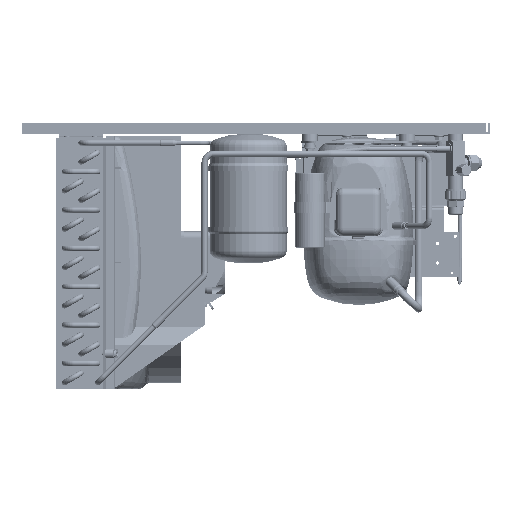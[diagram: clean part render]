
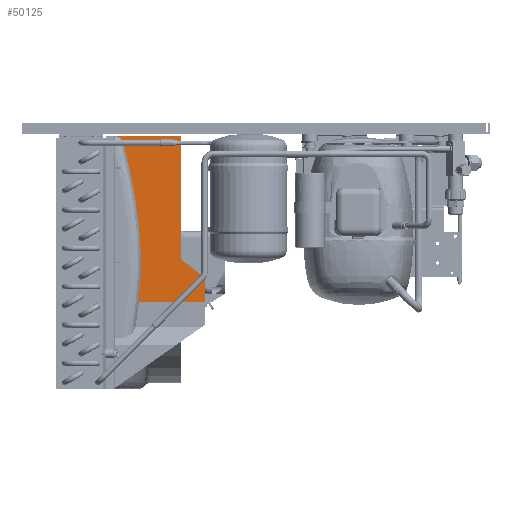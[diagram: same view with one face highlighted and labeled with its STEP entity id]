
A CAD part, front view. The second image highlights one B-rep face of the part: STEP entity #50125.
In plain terms, the highlighted face is planar.
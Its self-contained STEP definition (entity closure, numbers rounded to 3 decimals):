
#35398=CARTESIAN_POINT('',(173.75,8.0,0.0));
#35399=VERTEX_POINT('',#35398);
#35414=CARTESIAN_POINT('',(173.75,165.25,0.0));
#35415=VERTEX_POINT('',#35414);
#35422=CARTESIAN_POINT('',(173.75,165.25,0.0));
#35423=DIRECTION('',(0.0,-1.0,0.0));
#35424=VECTOR('',#35423,157.25);
#35425=LINE('',#35422,#35424);
#35426=EDGE_CURVE('',#35415,#35399,#35425,.T.);
#39597=CARTESIAN_POINT('',(173.75,165.25,87.515));
#39598=VERTEX_POINT('',#39597);
#39612=CARTESIAN_POINT('',(173.75,165.25,0.0));
#39613=DIRECTION('',(0.0,0.0,1.0));
#39614=VECTOR('',#39613,87.515);
#39615=LINE('',#39612,#39614);
#39616=EDGE_CURVE('',#35415,#39598,#39615,.T.);
#40549=CARTESIAN_POINT('',(173.75,-51.15,54.796));
#40550=VERTEX_POINT('',#40549);
#40558=CARTESIAN_POINT('',(173.75,155.748,74.901));
#40559=VERTEX_POINT('',#40558);
#40560=CARTESIAN_POINT('',(173.75,-51.15,54.796));
#40561=CARTESIAN_POINT('',(173.75,-41.119,53.705));
#40562=CARTESIAN_POINT('',(173.75,-31.062,52.908));
#40563=CARTESIAN_POINT('',(173.75,-20.972,52.442));
#40564=CARTESIAN_POINT('',(173.75,-12.812,52.066));
#40565=CARTESIAN_POINT('',(173.75,-4.632,51.907));
#40566=CARTESIAN_POINT('',(173.75,3.55,51.971));
#40567=CARTESIAN_POINT('',(173.75,11.454,52.033));
#40568=CARTESIAN_POINT('',(173.75,19.352,52.304));
#40569=CARTESIAN_POINT('',(173.75,27.223,52.773));
#40570=CARTESIAN_POINT('',(173.75,34.058,53.18));
#40571=CARTESIAN_POINT('',(173.75,40.872,53.737));
#40572=CARTESIAN_POINT('',(173.75,47.675,54.43));
#40573=CARTESIAN_POINT('',(173.75,53.602,55.034));
#40574=CARTESIAN_POINT('',(173.75,59.522,55.741));
#40575=CARTESIAN_POINT('',(173.75,65.458,56.547));
#40576=CARTESIAN_POINT('',(173.75,73.694,57.665));
#40577=CARTESIAN_POINT('',(173.75,81.968,58.972));
#40578=CARTESIAN_POINT('',(173.75,90.394,60.469));
#40579=CARTESIAN_POINT('',(173.75,95.676,61.408));
#40580=CARTESIAN_POINT('',(173.75,101.017,62.422));
#40581=CARTESIAN_POINT('',(173.75,106.444,63.513));
#40582=CARTESIAN_POINT('',(173.75,114.039,65.041));
#40583=CARTESIAN_POINT('',(173.75,121.811,66.721));
#40584=CARTESIAN_POINT('',(173.75,130.005,68.611));
#40585=CARTESIAN_POINT('',(173.75,138.2,70.502));
#40586=CARTESIAN_POINT('',(173.75,146.809,72.603));
#40587=CARTESIAN_POINT('',(173.75,155.748,74.901));
#40588=B_SPLINE_CURVE_WITH_KNOTS('',3,(#40560,#40561,#40562,#40563,#40564,#40565,#40566,#40567,#40568,#40569,#40570,#40571,#40572,#40573,#40574,#40575,#40576,#40577,#40578,#40579,#40580,#40581,#40582,#40583,#40584,#40585,#40586,#40587),.UNSPECIFIED.,.F.,.U.,(4,3,3,3,3,3,3,3,3,4),(0.0,0.151,0.273,0.391,0.493,0.582,0.706,0.783,0.892,1.),.UNSPECIFIED.);
#40589=EDGE_CURVE('',#40550,#40559,#40588,.T.);
#42381=CARTESIAN_POINT('',(173.75,164.812,84.115));
#42382=VERTEX_POINT('',#42381);
#42383=CARTESIAN_POINT('',(173.75,164.812,84.115));
#42384=CARTESIAN_POINT('',(173.75,164.554,83.129));
#42385=CARTESIAN_POINT('',(173.75,164.191,82.19));
#42386=CARTESIAN_POINT('',(173.75,163.722,81.296));
#42387=CARTESIAN_POINT('',(173.75,162.965,79.853));
#42388=CARTESIAN_POINT('',(173.75,161.936,78.547));
#42389=CARTESIAN_POINT('',(173.75,160.688,77.48));
#42390=CARTESIAN_POINT('',(173.75,159.793,76.715));
#42391=CARTESIAN_POINT('',(173.75,158.781,76.068));
#42392=CARTESIAN_POINT('',(173.75,157.693,75.581));
#42393=CARTESIAN_POINT('',(173.75,157.071,75.303));
#42394=CARTESIAN_POINT('',(173.75,156.425,75.075));
#42395=CARTESIAN_POINT('',(173.75,155.748,74.901));
#42396=B_SPLINE_CURVE_WITH_KNOTS('',3,(#42383,#42384,#42385,#42386,#42387,#42388,#42389,#42390,#42391,#42392,#42393,#42394,#42395),.UNSPECIFIED.,.F.,.U.,(4,3,3,3,4),(0.0,0.226,0.59,0.851,1.0),.UNSPECIFIED.);
#42397=EDGE_CURVE('',#42382,#40559,#42396,.T.);
#42521=CARTESIAN_POINT('',(173.75,165.25,87.515));
#42522=CARTESIAN_POINT('',(173.75,165.25,87.093));
#42523=CARTESIAN_POINT('',(173.75,165.23,86.671));
#42524=CARTESIAN_POINT('',(173.75,165.19,86.251));
#42525=CARTESIAN_POINT('',(173.75,165.123,85.536));
#42526=CARTESIAN_POINT('',(173.75,164.998,84.824));
#42527=CARTESIAN_POINT('',(173.75,164.812,84.115));
#42528=B_SPLINE_CURVE_WITH_KNOTS('',3,(#42521,#42522,#42523,#42524,#42525,#42526,#42527),.UNSPECIFIED.,.F.,.U.,(4,3,4),(0.0,0.37,1.0),.UNSPECIFIED.);
#42529=EDGE_CURVE('',#39598,#42382,#42528,.T.);
#50082=CARTESIAN_POINT('',(173.75,165.25,0.0));
#50083=DIRECTION('',(1.0,0.0,0.0));
#50084=DIRECTION('',(0.0,0.0,-1.0));
#50085=AXIS2_PLACEMENT_3D('',#50082,#50083,#50084);
#50086=PLANE('',#50085);
#50087=CARTESIAN_POINT('',(173.75,1.611,-3.185));
#50088=VERTEX_POINT('',#50087);
#50089=CARTESIAN_POINT('',(173.75,-20.102,-32.0));
#50090=VERTEX_POINT('',#50089);
#50091=CARTESIAN_POINT('',(173.75,1.611,-3.185));
#50092=DIRECTION('',(0.0,-0.602,-0.799));
#50093=VECTOR('',#50092,36.08);
#50094=LINE('',#50091,#50093);
#50095=EDGE_CURVE('',#50088,#50090,#50094,.T.);
#50096=ORIENTED_EDGE('',*,*,#50095,.F.);
#50097=CARTESIAN_POINT('',(173.75,8.0,-8.0));
#50098=DIRECTION('',(-1.0,0.0,0.0));
#50099=DIRECTION('',(0.0,-0.799,0.602));
#50100=AXIS2_PLACEMENT_3D('',#50097,#50098,#50099);
#50101=CIRCLE('',#50100,8.0);
#50102=EDGE_CURVE('',#50088,#35399,#50101,.T.);
#50103=ORIENTED_EDGE('',*,*,#50102,.T.);
#50104=ORIENTED_EDGE('',*,*,#35426,.F.);
#50105=ORIENTED_EDGE('',*,*,#39616,.T.);
#50106=ORIENTED_EDGE('',*,*,#42529,.T.);
#50107=ORIENTED_EDGE('',*,*,#42397,.T.);
#50108=ORIENTED_EDGE('',*,*,#40589,.F.);
#50109=CARTESIAN_POINT('',(173.75,-51.2,-32.0));
#50110=VERTEX_POINT('',#50109);
#50111=CARTESIAN_POINT('',(173.75,-51.15,54.796));
#50112=DIRECTION('',(0.0,-0.001,-1.));
#50113=VECTOR('',#50112,86.796);
#50114=LINE('',#50111,#50113);
#50115=EDGE_CURVE('',#40550,#50110,#50114,.T.);
#50116=ORIENTED_EDGE('',*,*,#50115,.T.);
#50117=CARTESIAN_POINT('',(173.75,-20.102,-32.0));
#50118=DIRECTION('',(0.0,-1.0,0.0));
#50119=VECTOR('',#50118,31.098);
#50120=LINE('',#50117,#50119);
#50121=EDGE_CURVE('',#50090,#50110,#50120,.T.);
#50122=ORIENTED_EDGE('',*,*,#50121,.F.);
#50123=EDGE_LOOP('',(#50096,#50103,#50104,#50105,#50106,#50107,#50108,#50116,#50122));
#50124=FACE_OUTER_BOUND('',#50123,.T.);
#50125=ADVANCED_FACE('',(#50124),#50086,.T.);
